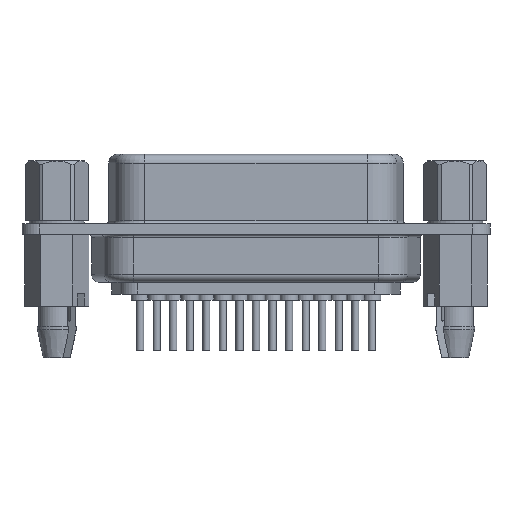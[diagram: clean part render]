
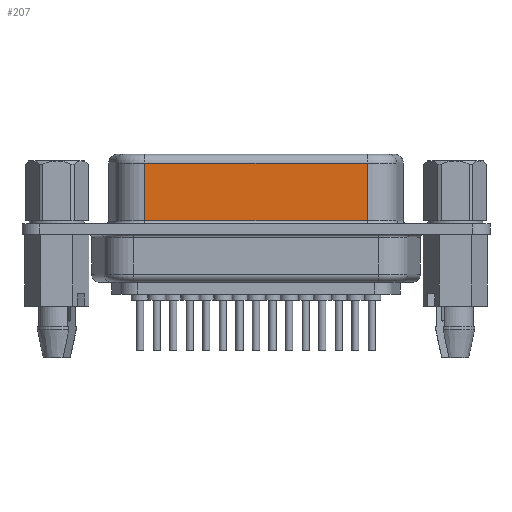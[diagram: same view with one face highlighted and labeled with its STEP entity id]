
A CAD part, front view. The second image highlights one B-rep face of the part: STEP entity #207.
In plain terms, the highlighted planar face has unit normal (0, -1, 0).
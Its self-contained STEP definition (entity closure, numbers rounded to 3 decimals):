
#207 = ADVANCED_FACE ( 'NONE', ( #9247 ), #4124, .F. ) ;
#1605 = EDGE_CURVE ( 'NONE', #2579, #3232, #8378, .T. ) ;
#1609 = EDGE_CURVE ( 'NONE', #3232, #3018, #8315, .T. ) ;
#1611 = EDGE_CURVE ( 'NONE', #2569, #3018, #8401, .T. ) ;
#1613 = EDGE_CURVE ( 'NONE', #2569, #2579, #8794, .T. ) ;
#2569 = VERTEX_POINT ( 'NONE', #11430 ) ;
#2579 = VERTEX_POINT ( 'NONE', #11437 ) ;
#3018 = VERTEX_POINT ( 'NONE', #11712 ) ;
#3232 = VERTEX_POINT ( 'NONE', #11841 ) ;
#3605 = EDGE_LOOP ( 'NONE', ( #12182, #12210, #12238, #12214 ) ) ;
#4124 = PLANE ( 'NONE',  #7821 ) ;
#4126 = CARTESIAN_POINT ( 'NONE',  ( -9.319, -3.95, 6.25 ) ) ;
#4138 = DIRECTION ( 'NONE',  ( 0., 1., 0. ) ) ;
#4139 = DIRECTION ( 'NONE',  ( 0., 0., 1. ) ) ;
#6644 = DIRECTION ( 'NONE',  ( 0., 0., -1. ) ) ;
#6652 = CARTESIAN_POINT ( 'NONE',  ( -9.319, -3.95, 6.25 ) ) ;
#6655 = DIRECTION ( 'NONE',  ( 1., 0., 0. ) ) ;
#6659 = CARTESIAN_POINT ( 'NONE',  ( 9.319, -3.95, 0.7 ) ) ;
#6661 = CARTESIAN_POINT ( 'NONE',  ( -9.319, -3.95, 5.5 ) ) ;
#6665 = CARTESIAN_POINT ( 'NONE',  ( 9.319, -3.95, 6.25 ) ) ;
#6667 = DIRECTION ( 'NONE',  ( 0., 0., -1. ) ) ;
#6668 = DIRECTION ( 'NONE',  ( -1., 0., 0. ) ) ;
#7821 = AXIS2_PLACEMENT_3D ( 'NONE', #4126, #4138, #4139 ) ;
#8097 = VECTOR ( 'NONE', #6667, 1000. ) ;
#8146 = VECTOR ( 'NONE', #6644, 1000. ) ;
#8273 = VECTOR ( 'NONE', #6668, 1000. ) ;
#8315 = LINE ( 'NONE', #6659, #8488 ) ;
#8378 = LINE ( 'NONE', #6652, #8146 ) ;
#8401 = LINE ( 'NONE', #6665, #8097 ) ;
#8488 = VECTOR ( 'NONE', #6655, 1000. ) ;
#8794 = LINE ( 'NONE', #6661, #8273 ) ;
#9247 = FACE_OUTER_BOUND ( 'NONE', #3605, .T. ) ;
#11430 = CARTESIAN_POINT ( 'NONE',  ( 9.319, -3.95, 5.5 ) ) ;
#11437 = CARTESIAN_POINT ( 'NONE',  ( -9.319, -3.95, 5.5 ) ) ;
#11712 = CARTESIAN_POINT ( 'NONE',  ( 9.319, -3.95, 0.7 ) ) ;
#11841 = CARTESIAN_POINT ( 'NONE',  ( -9.319, -3.95, 0.7 ) ) ;
#12182 = ORIENTED_EDGE ( 'NONE', *, *, #1605, .T. ) ;
#12210 = ORIENTED_EDGE ( 'NONE', *, *, #1609, .T. ) ;
#12214 = ORIENTED_EDGE ( 'NONE', *, *, #1613, .T. ) ;
#12238 = ORIENTED_EDGE ( 'NONE', *, *, #1611, .F. ) ;
